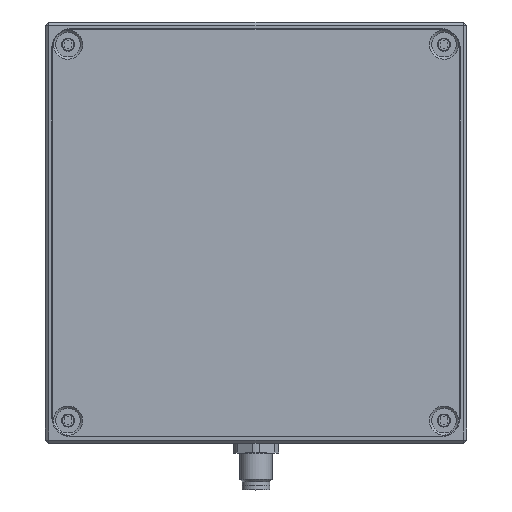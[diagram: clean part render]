
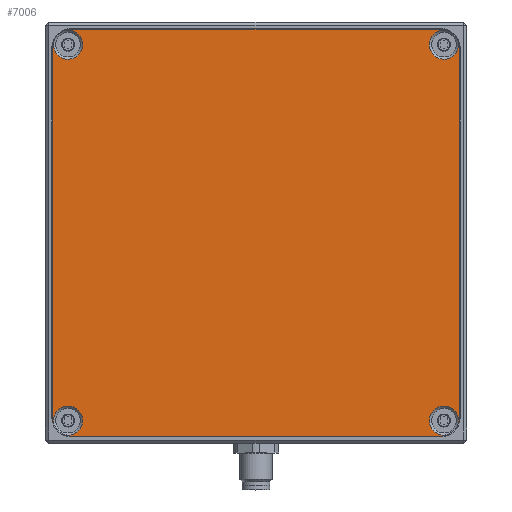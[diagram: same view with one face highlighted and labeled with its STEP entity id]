
A CAD part, top view. The second image highlights one B-rep face of the part: STEP entity #7006.
In plain terms, the highlighted planar face has unit normal (0, 0, 1).
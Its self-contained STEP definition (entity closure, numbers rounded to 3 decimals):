
#259=LINE($,#11828,#761);
#263=LINE($,#11838,#765);
#266=LINE($,#11847,#768);
#269=LINE($,#11856,#771);
#761=VECTOR($,#9090,56.8);
#765=VECTOR($,#9102,56.8);
#768=VECTOR($,#9113,56.8);
#771=VECTOR($,#9124,56.8);
#1647=FACE_OUTER_BOUND($,#2189,.T.);
#2189=EDGE_LOOP($,(#5385,#5386,#5387,#5388,#5389,#5390,#5391,#5392,#5393,
#5394,#5395,#5396,#5397,#5398,#5399,#5400));
#2700=CIRCLE($,#7631,2.25);
#2702=CIRCLE($,#7634,2.25);
#2704=CIRCLE($,#7637,2.25);
#2706=CIRCLE($,#7640,2.25);
#2707=CIRCLE($,#7643,3.);
#2708=CIRCLE($,#7644,3.);
#2709=CIRCLE($,#7647,3.);
#2710=CIRCLE($,#7648,3.);
#2711=CIRCLE($,#7651,3.);
#2712=CIRCLE($,#7652,3.);
#2713=CIRCLE($,#7655,3.);
#2714=CIRCLE($,#7656,3.);
#3253=VERTEX_POINT($,#11764);
#3254=VERTEX_POINT($,#11765);
#3256=VERTEX_POINT($,#11780);
#3257=VERTEX_POINT($,#11781);
#3259=VERTEX_POINT($,#11796);
#3260=VERTEX_POINT($,#11797);
#3262=VERTEX_POINT($,#11812);
#3263=VERTEX_POINT($,#11813);
#3264=VERTEX_POINT($,#11826);
#3265=VERTEX_POINT($,#11827);
#3266=VERTEX_POINT($,#11833);
#3267=VERTEX_POINT($,#11837);
#3268=VERTEX_POINT($,#11842);
#3269=VERTEX_POINT($,#11846);
#3270=VERTEX_POINT($,#11851);
#3271=VERTEX_POINT($,#11855);
#4029=EDGE_CURVE($,#3254,#3253,#2700,.T.);
#4032=EDGE_CURVE($,#3257,#3256,#2702,.T.);
#4035=EDGE_CURVE($,#3260,#3259,#2704,.T.);
#4038=EDGE_CURVE($,#3263,#3262,#2706,.T.);
#4039=EDGE_CURVE($,#3264,#3265,#259,.T.);
#4042=EDGE_CURVE($,#3260,#3264,#2707,.T.);
#4044=EDGE_CURVE($,#3266,#3259,#2708,.T.);
#4045=EDGE_CURVE($,#3267,#3266,#263,.T.);
#4047=EDGE_CURVE($,#3263,#3267,#2709,.T.);
#4049=EDGE_CURVE($,#3268,#3262,#2710,.T.);
#4050=EDGE_CURVE($,#3269,#3268,#266,.T.);
#4052=EDGE_CURVE($,#3257,#3269,#2711,.T.);
#4054=EDGE_CURVE($,#3270,#3256,#2712,.T.);
#4055=EDGE_CURVE($,#3271,#3270,#269,.T.);
#4057=EDGE_CURVE($,#3254,#3271,#2713,.T.);
#4058=EDGE_CURVE($,#3265,#3253,#2714,.T.);
#5385=ORIENTED_EDGE($,*,*,#4038,.T.);
#5386=ORIENTED_EDGE($,*,*,#4049,.F.);
#5387=ORIENTED_EDGE($,*,*,#4050,.F.);
#5388=ORIENTED_EDGE($,*,*,#4052,.F.);
#5389=ORIENTED_EDGE($,*,*,#4032,.T.);
#5390=ORIENTED_EDGE($,*,*,#4054,.F.);
#5391=ORIENTED_EDGE($,*,*,#4055,.F.);
#5392=ORIENTED_EDGE($,*,*,#4057,.F.);
#5393=ORIENTED_EDGE($,*,*,#4029,.T.);
#5394=ORIENTED_EDGE($,*,*,#4058,.F.);
#5395=ORIENTED_EDGE($,*,*,#4039,.F.);
#5396=ORIENTED_EDGE($,*,*,#4042,.F.);
#5397=ORIENTED_EDGE($,*,*,#4035,.T.);
#5398=ORIENTED_EDGE($,*,*,#4044,.F.);
#5399=ORIENTED_EDGE($,*,*,#4045,.F.);
#5400=ORIENTED_EDGE($,*,*,#4047,.F.);
#6685=PLANE($,#7657);
#7006=ADVANCED_FACE($,(#1647),#6685,.T.);
#7631=AXIS2_PLACEMENT_3D($,#11776,#9068,#9069);
#7634=AXIS2_PLACEMENT_3D($,#11792,#9074,#9075);
#7637=AXIS2_PLACEMENT_3D($,#11808,#9080,#9081);
#7640=AXIS2_PLACEMENT_3D($,#11824,#9086,#9087);
#7643=AXIS2_PLACEMENT_3D($,#11832,#9095,#9096);
#7644=AXIS2_PLACEMENT_3D($,#11835,#9098,#9099);
#7647=AXIS2_PLACEMENT_3D($,#11841,#9106,#9107);
#7648=AXIS2_PLACEMENT_3D($,#11844,#9109,#9110);
#7651=AXIS2_PLACEMENT_3D($,#11850,#9117,#9118);
#7652=AXIS2_PLACEMENT_3D($,#11853,#9120,#9121);
#7655=AXIS2_PLACEMENT_3D($,#11859,#9128,#9129);
#7656=AXIS2_PLACEMENT_3D($,#11860,#9130,#9131);
#7657=AXIS2_PLACEMENT_3D($,#11861,#9132,#9133);
#9068=DIRECTION('center_axis',(0.,0.,-1.));
#9069=DIRECTION('ref_axis',(1.,0.,0.));
#9074=DIRECTION('center_axis',(0.,0.,-1.));
#9075=DIRECTION('ref_axis',(1.,0.,0.));
#9080=DIRECTION('center_axis',(0.,0.,-1.));
#9081=DIRECTION('ref_axis',(1.,0.,0.));
#9086=DIRECTION('center_axis',(0.,0.,-1.));
#9087=DIRECTION('ref_axis',(1.,0.,0.));
#9090=DIRECTION($,(1.,0.,0.));
#9095=DIRECTION('center_axis',(0.,0.,-1.));
#9096=DIRECTION('ref_axis',(0.,-1.,0.));
#9098=DIRECTION('center_axis',(0.,0.,-1.));
#9099=DIRECTION('ref_axis',(0.,-1.,0.));
#9102=DIRECTION($,(0.,1.,0.));
#9106=DIRECTION('center_axis',(0.,0.,-1.));
#9107=DIRECTION('ref_axis',(1.,0.,0.));
#9109=DIRECTION('center_axis',(0.,0.,-1.));
#9110=DIRECTION('ref_axis',(1.,0.,0.));
#9113=DIRECTION($,(-1.,0.,0.));
#9117=DIRECTION('center_axis',(0.,0.,-1.));
#9118=DIRECTION('ref_axis',(0.,1.,0.));
#9120=DIRECTION('center_axis',(0.,0.,-1.));
#9121=DIRECTION('ref_axis',(0.,1.,0.));
#9124=DIRECTION($,(0.,-1.,0.));
#9128=DIRECTION('center_axis',(0.,0.,-1.));
#9129=DIRECTION('ref_axis',(-1.,0.,0.));
#9130=DIRECTION('center_axis',(0.,0.,-1.));
#9131=DIRECTION('ref_axis',(-1.,0.,0.));
#9132=DIRECTION('center_axis',(0.,0.,1.));
#9133=DIRECTION('ref_axis',(1.,0.,0.));
#11764=CARTESIAN_POINT('',(29.484,31.197,23.));
#11765=CARTESIAN_POINT('',(31.197,29.484,23.));
#11776=CARTESIAN_POINT('Origin',(29.,29.,23.));
#11780=CARTESIAN_POINT('',(31.197,-29.484,23.));
#11781=CARTESIAN_POINT('',(29.484,-31.197,23.));
#11792=CARTESIAN_POINT('Origin',(29.,-29.,23.));
#11796=CARTESIAN_POINT('',(-31.197,29.484,23.));
#11797=CARTESIAN_POINT('',(-29.484,31.197,23.));
#11808=CARTESIAN_POINT('Origin',(-29.,29.,23.));
#11812=CARTESIAN_POINT('',(-29.484,-31.197,23.));
#11813=CARTESIAN_POINT('',(-31.197,-29.484,23.));
#11824=CARTESIAN_POINT('Origin',(-29.,-29.,23.));
#11826=CARTESIAN_POINT('',(-28.4,31.4,23.));
#11827=CARTESIAN_POINT('',(28.4,31.4,23.));
#11828=CARTESIAN_POINT($,(-28.4,31.4,23.));
#11832=CARTESIAN_POINT('Origin',(-28.4,28.4,23.));
#11833=CARTESIAN_POINT('',(-31.4,28.4,23.));
#11835=CARTESIAN_POINT('Origin',(-28.4,28.4,23.));
#11837=CARTESIAN_POINT('',(-31.4,-28.4,23.));
#11838=CARTESIAN_POINT($,(-31.4,-28.4,23.));
#11841=CARTESIAN_POINT('Origin',(-28.4,-28.4,23.));
#11842=CARTESIAN_POINT('',(-28.4,-31.4,23.));
#11844=CARTESIAN_POINT('Origin',(-28.4,-28.4,23.));
#11846=CARTESIAN_POINT('',(28.4,-31.4,23.));
#11847=CARTESIAN_POINT($,(28.4,-31.4,23.));
#11850=CARTESIAN_POINT('Origin',(28.4,-28.4,23.));
#11851=CARTESIAN_POINT('',(31.4,-28.4,23.));
#11853=CARTESIAN_POINT('Origin',(28.4,-28.4,23.));
#11855=CARTESIAN_POINT('',(31.4,28.4,23.));
#11856=CARTESIAN_POINT($,(31.4,28.4,23.));
#11859=CARTESIAN_POINT('Origin',(28.4,28.4,23.));
#11860=CARTESIAN_POINT('Origin',(28.4,28.4,23.));
#11861=CARTESIAN_POINT('Origin',(0.,0.,23.));
